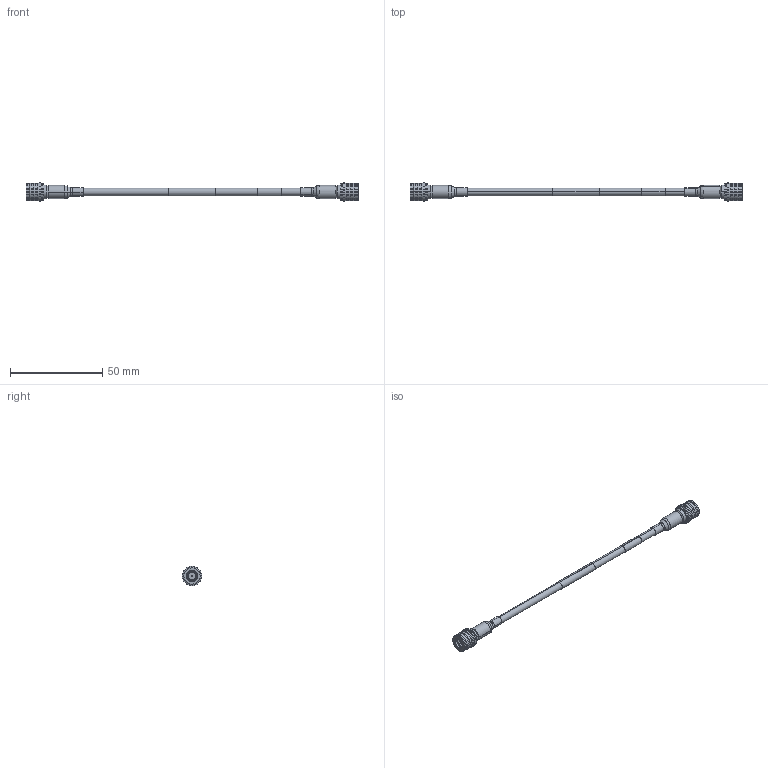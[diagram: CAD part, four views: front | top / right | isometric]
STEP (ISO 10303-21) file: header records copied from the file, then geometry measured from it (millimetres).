
FILE_DESCRIPTION (( 'STEP AP214' ), '1' );
FILE_NAME ('FMCA2355_3D.step', '2024-07-18T18:15:28', ( '' ), ( '' ), 'SwSTEP 2.0', 'SolidWorks 2022', '' );
FILE_SCHEMA (( 'AUTOMOTIVE_DESIGN' ));
Length unit declared in the file: millimetre
Products named in the file (5): Copy of TC-402-QM-LP-PE^FMCA2355; Copy of TFT-402-LF^FMCA2355_WITH LABEL; Copy of TFT-402-MA1^FMCA2355; Copy of LABEL1^FMCA2355; FMCA2355_3D
Assembly tree (6 placements, depth 2):
  FMCA2355_3D
    Copy of TFT-402-LF^FMCA2355_WITH LABEL
    Copy of TFT-402-MA1^FMCA2355  x2
    Copy of TC-402-QM-LP-PE^FMCA2355  x2
    Copy of LABEL1^FMCA2355
Bounding box: 180.37 x 10.48 x 10.48 mm (x, y, z)
Volume: 3868.2 mm3; surface area: 5797.4 mm2
Topology: 7 solids, 9 shells, 498 faces, 1306 edges, 832 vertices
Faces by surface type: cylinder 172, plane 158, cone 96, torus 72
Entity records: 8479 total; most frequent: CARTESIAN_POINT 1828, DIRECTION 1404, ORIENTED_EDGE 1330, EDGE_CURVE 665, AXIS2_PLACEMENT_3D 572, VERTEX_POINT 424, CIRCLE 307, EDGE_LOOP 281
